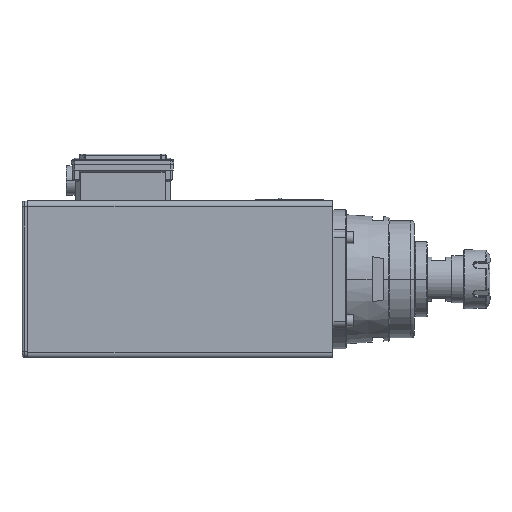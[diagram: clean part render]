
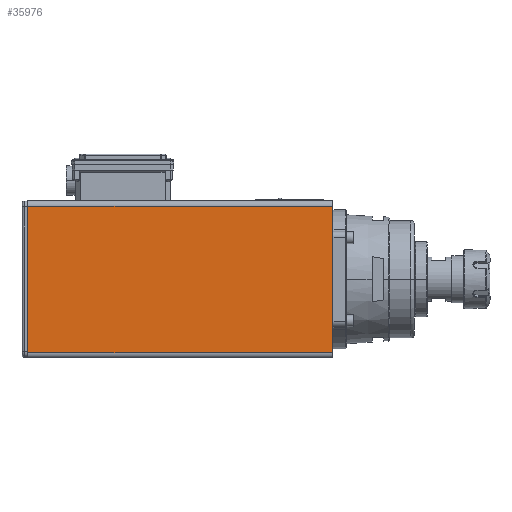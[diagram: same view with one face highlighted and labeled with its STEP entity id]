
A CAD part, left-side view. The second image highlights one B-rep face of the part: STEP entity #35976.
In plain terms, the highlighted planar face has unit normal (-1, 0, 0).
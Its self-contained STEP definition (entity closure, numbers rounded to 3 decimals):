
#1798=PLANE('',#38379);
#5335=VECTOR('',#43777,1.);
#5342=VECTOR('',#43797,1.);
#5351=VECTOR('',#43899,1.);
#5352=VECTOR('',#43900,1.);
#9475=LINE('',#54792,#5335);
#9482=LINE('',#54818,#5342);
#9491=LINE('',#54903,#5351);
#9492=LINE('',#54904,#5352);
#13253=VERTEX_POINT('',#54791);
#13254=VERTEX_POINT('',#54793);
#13265=VERTEX_POINT('',#54817);
#13266=VERTEX_POINT('',#54819);
#18186=EDGE_CURVE('',#13254,#13253,#9475,.F.);
#18199=EDGE_CURVE('',#13265,#13266,#9482,.T.);
#18254=EDGE_CURVE('',#13253,#13266,#9491,.F.);
#18255=EDGE_CURVE('',#13265,#13254,#9492,.T.);
#25019=ORIENTED_EDGE('',*,*,#18186,.T.);
#25020=ORIENTED_EDGE('',*,*,#18254,.T.);
#25021=ORIENTED_EDGE('',*,*,#18199,.F.);
#25022=ORIENTED_EDGE('',*,*,#18255,.T.);
#31731=EDGE_LOOP('',(#25019,#25020,#25021,#25022));
#33876=FACE_BOUND('',#31731,.T.);
#35976=ADVANCED_FACE('',(#33876),#1798,.T.);
#38379=AXIS2_PLACEMENT_3D('',#54902,#43898,$);
#43777=DIRECTION('',(0.,0.,1.));
#43797=DIRECTION('',(0.,0.,-1.));
#43898=DIRECTION('',(-1.,0.,0.));
#43899=DIRECTION('',(0.,1.,0.));
#43900=DIRECTION('',(0.,1.,0.));
#54791=CARTESIAN_POINT('',(-60.4,260.,-62.75));
#54792=CARTESIAN_POINT('',(-60.4,260.,0.225));
#54793=CARTESIAN_POINT('',(-60.4,260.,62.25));
#54817=CARTESIAN_POINT('',(-60.4,0.,62.25));
#54818=CARTESIAN_POINT('',(-60.4,0.,67.25));
#54819=CARTESIAN_POINT('',(-60.4,0.,-62.75));
#54902=CARTESIAN_POINT('',(-60.4,260.,67.25));
#54903=CARTESIAN_POINT('',(-60.4,260.,-62.75));
#54904=CARTESIAN_POINT('',(-60.4,260.,62.25));
